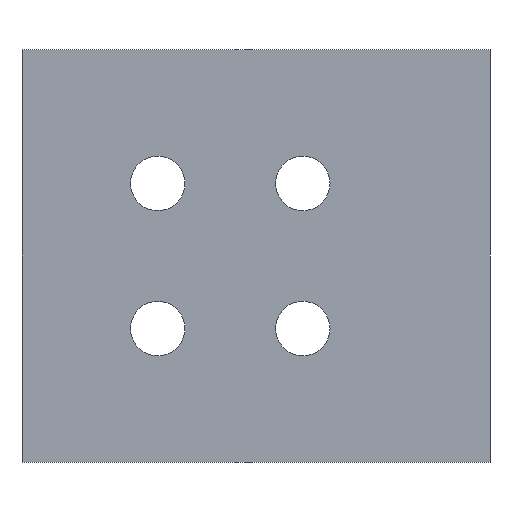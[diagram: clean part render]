
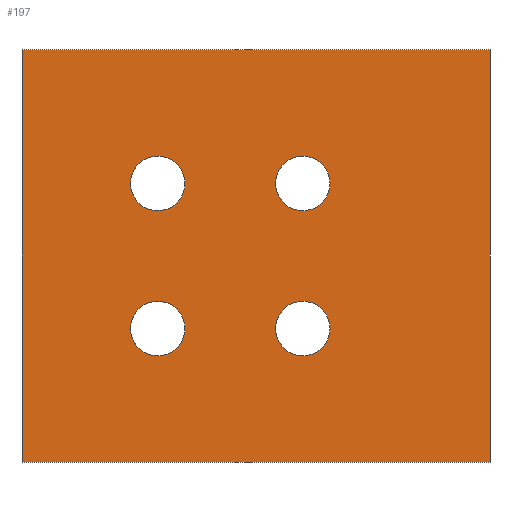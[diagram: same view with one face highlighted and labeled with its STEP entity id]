
A CAD part, front view. The second image highlights one B-rep face of the part: STEP entity #197.
In plain terms, the highlighted planar face has unit normal (0, -1, 0).
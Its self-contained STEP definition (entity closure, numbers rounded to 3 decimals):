
#99 = VERTEX_POINT( '', #265 );
#109 = VERTEX_POINT( '', #277 );
#115 = VERTEX_POINT( '', #284 );
#119 = EDGE_CURVE( '', #145, #231, #288, .T. );
#121 = VERTEX_POINT( '', #290 );
#133 = VERTEX_POINT( '', #302 );
#141 = EDGE_CURVE( '', #225, #143, #311, .T. );
#143 = VERTEX_POINT( '', #313 );
#145 = VERTEX_POINT( '', #315 );
#149 = EDGE_CURVE( '', #121, #145, #319, .T. );
#153 = EDGE_CURVE( '', #231, #229, #324, .T. );
#159 = EDGE_CURVE( '', #109, #115, #330, .T. );
#171 = VERTEX_POINT( '', #343 );
#181 = VERTEX_POINT( '', #354 );
#185 = EDGE_CURVE( '', #133, #99, #363, .T. );
#193 = EDGE_CURVE( '', #115, #109, #371, .T. );
#195 = EDGE_CURVE( '', #143, #225, #373, .T. );
#197 = ADVANCED_FACE( '', ( #375, #376, #377, #378, #379 ), #380, .F. );
#201 = EDGE_CURVE( '', #171, #181, #384, .T. );
#207 = EDGE_CURVE( '', #181, #171, #391, .T. );
#225 = VERTEX_POINT( '', #413 );
#229 = VERTEX_POINT( '', #417 );
#231 = VERTEX_POINT( '', #419 );
#239 = EDGE_CURVE( '', #99, #133, #427, .T. );
#243 = EDGE_CURVE( '', #229, #121, #431, .T. );
#265 = CARTESIAN_POINT( '', ( -9.8, 0., -10. ) );
#277 = CARTESIAN_POINT( '', ( 10.2, 0., 10. ) );
#284 = CARTESIAN_POINT( '', ( 2.7, 0., 10. ) );
#288 = LINE( '', #469, #470 );
#290 = CARTESIAN_POINT( '', ( -32.25, 0., -28.4 ) );
#302 = CARTESIAN_POINT( '', ( -17.3, 0., -10. ) );
#311 = CIRCLE( '', #503, 3.75 );
#313 = CARTESIAN_POINT( '', ( -9.8, 0., 10. ) );
#315 = CARTESIAN_POINT( '', ( -32.25, 0., 28.4 ) );
#319 = LINE( '', #512, #513 );
#324 = LINE( '', #519, #520 );
#330 = CIRCLE( '', #528, 3.75 );
#343 = CARTESIAN_POINT( '', ( 10.2, 0., -10. ) );
#354 = CARTESIAN_POINT( '', ( 2.7, 0., -10. ) );
#363 = CIRCLE( '', #572, 3.75 );
#371 = CIRCLE( '', #584, 3.75 );
#373 = CIRCLE( '', #587, 3.75 );
#375 = FACE_OUTER_BOUND( '', #589, .T. );
#376 = FACE_BOUND( '', #590, .T. );
#377 = FACE_BOUND( '', #591, .T. );
#378 = FACE_BOUND( '', #592, .T. );
#379 = FACE_BOUND( '', #593, .T. );
#380 = PLANE( '', #594 );
#384 = CIRCLE( '', #601, 3.75 );
#391 = CIRCLE( '', #609, 3.75 );
#413 = CARTESIAN_POINT( '', ( -17.3, 0., 10. ) );
#417 = CARTESIAN_POINT( '', ( 32.25, 0., -28.4 ) );
#419 = CARTESIAN_POINT( '', ( 32.25, 0., 28.4 ) );
#427 = CIRCLE( '', #653, 3.75 );
#431 = LINE( '', #660, #661 );
#469 = CARTESIAN_POINT( '', ( -32.25, 0., 28.4 ) );
#470 = VECTOR( '', #695, 1. );
#503 = AXIS2_PLACEMENT_3D( '', #716, #717, #718 );
#512 = CARTESIAN_POINT( '', ( -32.25, 0., -28.4 ) );
#513 = VECTOR( '', #719, 1. );
#519 = CARTESIAN_POINT( '', ( 32.25, 0., 28.4 ) );
#520 = VECTOR( '', #728, 1. );
#528 = AXIS2_PLACEMENT_3D( '', #732, #733, #734 );
#572 = AXIS2_PLACEMENT_3D( '', #772, #773, #774 );
#584 = AXIS2_PLACEMENT_3D( '', #779, #780, #781 );
#587 = AXIS2_PLACEMENT_3D( '', #782, #783, #784 );
#589 = EDGE_LOOP( '', ( #786, #787, #788, #789 ) );
#590 = EDGE_LOOP( '', ( #790, #791 ) );
#591 = EDGE_LOOP( '', ( #792, #793 ) );
#592 = EDGE_LOOP( '', ( #794, #795 ) );
#593 = EDGE_LOOP( '', ( #796, #797 ) );
#594 = AXIS2_PLACEMENT_3D( '', #798, #799, #800 );
#601 = AXIS2_PLACEMENT_3D( '', #802, #803, #804 );
#609 = AXIS2_PLACEMENT_3D( '', #813, #814, #815 );
#653 = AXIS2_PLACEMENT_3D( '', #858, #859, #860 );
#660 = CARTESIAN_POINT( '', ( 32.25, 0., -28.4 ) );
#661 = VECTOR( '', #862, 1. );
#695 = DIRECTION( '', ( 1., 0., 0. ) );
#716 = CARTESIAN_POINT( '', ( -13.55, 0., 10. ) );
#717 = DIRECTION( '', ( 0., 1., 0. ) );
#718 = DIRECTION( '', ( 1., 0., 0. ) );
#719 = DIRECTION( '', ( 0., 0., 1. ) );
#728 = DIRECTION( '', ( 0., 0., -1. ) );
#732 = CARTESIAN_POINT( '', ( 6.45, 0., 10. ) );
#733 = DIRECTION( '', ( 0., 1., 0. ) );
#734 = DIRECTION( '', ( 1., 0., 0. ) );
#772 = CARTESIAN_POINT( '', ( -13.55, 0., -10. ) );
#773 = DIRECTION( '', ( 0., 1., 0. ) );
#774 = DIRECTION( '', ( 1., 0., 0. ) );
#779 = CARTESIAN_POINT( '', ( 6.45, 0., 10. ) );
#780 = DIRECTION( '', ( 0., 1., 0. ) );
#781 = DIRECTION( '', ( 1., 0., 0. ) );
#782 = CARTESIAN_POINT( '', ( -13.55, 0., 10. ) );
#783 = DIRECTION( '', ( 0., 1., 0. ) );
#784 = DIRECTION( '', ( 1., 0., 0. ) );
#786 = ORIENTED_EDGE( '', *, *, #119, .F. );
#787 = ORIENTED_EDGE( '', *, *, #149, .F. );
#788 = ORIENTED_EDGE( '', *, *, #243, .F. );
#789 = ORIENTED_EDGE( '', *, *, #153, .F. );
#790 = ORIENTED_EDGE( '', *, *, #201, .T. );
#791 = ORIENTED_EDGE( '', *, *, #207, .T. );
#792 = ORIENTED_EDGE( '', *, *, #159, .T. );
#793 = ORIENTED_EDGE( '', *, *, #193, .T. );
#794 = ORIENTED_EDGE( '', *, *, #239, .T. );
#795 = ORIENTED_EDGE( '', *, *, #185, .T. );
#796 = ORIENTED_EDGE( '', *, *, #195, .T. );
#797 = ORIENTED_EDGE( '', *, *, #141, .T. );
#798 = CARTESIAN_POINT( '', ( 0., 0., 0. ) );
#799 = DIRECTION( '', ( 0., 1., 0. ) );
#800 = DIRECTION( '', ( 0., 0., 1. ) );
#802 = CARTESIAN_POINT( '', ( 6.45, 0., -10. ) );
#803 = DIRECTION( '', ( 0., 1., 0. ) );
#804 = DIRECTION( '', ( 1., 0., 0. ) );
#813 = CARTESIAN_POINT( '', ( 6.45, 0., -10. ) );
#814 = DIRECTION( '', ( 0., 1., 0. ) );
#815 = DIRECTION( '', ( 1., 0., 0. ) );
#858 = CARTESIAN_POINT( '', ( -13.55, 0., -10. ) );
#859 = DIRECTION( '', ( 0., 1., 0. ) );
#860 = DIRECTION( '', ( 1., 0., 0. ) );
#862 = DIRECTION( '', ( -1., 0., 0. ) );
